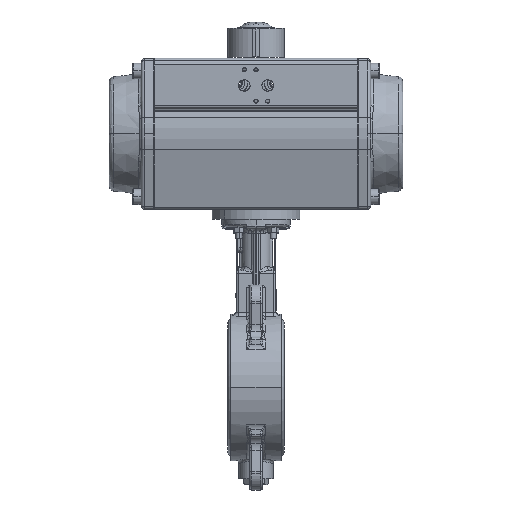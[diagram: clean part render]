
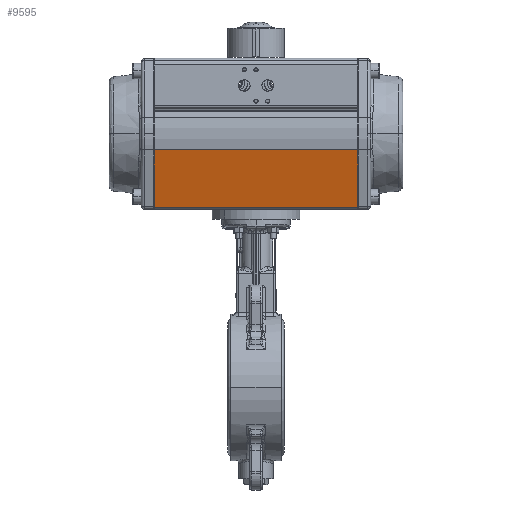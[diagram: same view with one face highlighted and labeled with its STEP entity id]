
A CAD part, top view. The second image highlights one B-rep face of the part: STEP entity #9595.
In plain terms, the highlighted planar face has unit normal (0, 0.246, -0.969).
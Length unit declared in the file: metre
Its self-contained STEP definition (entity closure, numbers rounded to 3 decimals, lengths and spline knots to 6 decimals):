
#499 = LINE ( 'NONE', #49342, #30720 ) ;
#3067 = ORIENTED_EDGE ( 'NONE', *, *, #84699, .T. ) ;
#9595 = ADVANCED_FACE ( 'NONE', ( #82564 ), #39434, .T. ) ;
#11506 = EDGE_CURVE ( 'NONE', #54762, #91948, #71324, .T. ) ;
#14801 = ORIENTED_EDGE ( 'NONE', *, *, #64957, .T. ) ;
#16263 = DIRECTION ( 'NONE',  ( -1., 0., 0. ) ) ;
#24525 = CARTESIAN_POINT ( 'NONE',  ( -0.007171, 0.172657, 0.353073 ) ) ;
#25169 = LINE ( 'NONE', #51944, #57440 ) ;
#28391 = EDGE_CURVE ( 'NONE', #35296, #62230, #73019, .T. ) ;
#30720 = VECTOR ( 'NONE', #34317, 1. ) ;
#30799 = CARTESIAN_POINT ( 'NONE',  ( -0.007171, 0.231318, 0.367933 ) ) ;
#34317 = DIRECTION ( 'NONE',  ( 0., 0.969, 0.246 ) ) ;
#35296 = VERTEX_POINT ( 'NONE', #24525 ) ;
#39434 = PLANE ( 'NONE',  #76290 ) ;
#42247 = DIRECTION ( 'NONE',  ( 1., 0., 0. ) ) ;
#42717 = CARTESIAN_POINT ( 'NONE',  ( -0.216171, 0.231318, 0.367933 ) ) ;
#49342 = CARTESIAN_POINT ( 'NONE',  ( -0.216171, 0.172657, 0.353073 ) ) ;
#51944 = CARTESIAN_POINT ( 'NONE',  ( -0.007171, 0.172657, 0.353073 ) ) ;
#53041 = DIRECTION ( 'NONE',  ( 0., 0.969, 0.246 ) ) ;
#53762 = DIRECTION ( 'NONE',  ( 0., -0.969, -0.246 ) ) ;
#54403 = CARTESIAN_POINT ( 'NONE',  ( -0.216171, 0.172657, 0.353073 ) ) ;
#54762 = VERTEX_POINT ( 'NONE', #86685 ) ;
#56936 = EDGE_LOOP ( 'NONE', ( #89286, #14801, #64769, #3067 ) ) ;
#57440 = VECTOR ( 'NONE', #53762, 1. ) ;
#62230 = VERTEX_POINT ( 'NONE', #82818 ) ;
#64769 = ORIENTED_EDGE ( 'NONE', *, *, #28391, .T. ) ;
#64957 = EDGE_CURVE ( 'NONE', #91948, #35296, #25169, .T. ) ;
#68553 = VECTOR ( 'NONE', #16263, 1. ) ;
#68988 = VECTOR ( 'NONE', #42247, 1. ) ;
#71324 = LINE ( 'NONE', #42717, #68988 ) ;
#73019 = LINE ( 'NONE', #80514, #68553 ) ;
#76290 = AXIS2_PLACEMENT_3D ( 'NONE', #54403, #83029, #53041 ) ;
#80514 = CARTESIAN_POINT ( 'NONE',  ( -0.216171, 0.172657, 0.353073 ) ) ;
#82564 = FACE_OUTER_BOUND ( 'NONE', #56936, .T. ) ;
#82818 = CARTESIAN_POINT ( 'NONE',  ( -0.216171, 0.172657, 0.353073 ) ) ;
#83029 = DIRECTION ( 'NONE',  ( 0., 0.246, -0.969 ) ) ;
#84699 = EDGE_CURVE ( 'NONE', #62230, #54762, #499, .T. ) ;
#86685 = CARTESIAN_POINT ( 'NONE',  ( -0.216171, 0.231318, 0.367933 ) ) ;
#89286 = ORIENTED_EDGE ( 'NONE', *, *, #11506, .T. ) ;
#91948 = VERTEX_POINT ( 'NONE', #30799 ) ;
